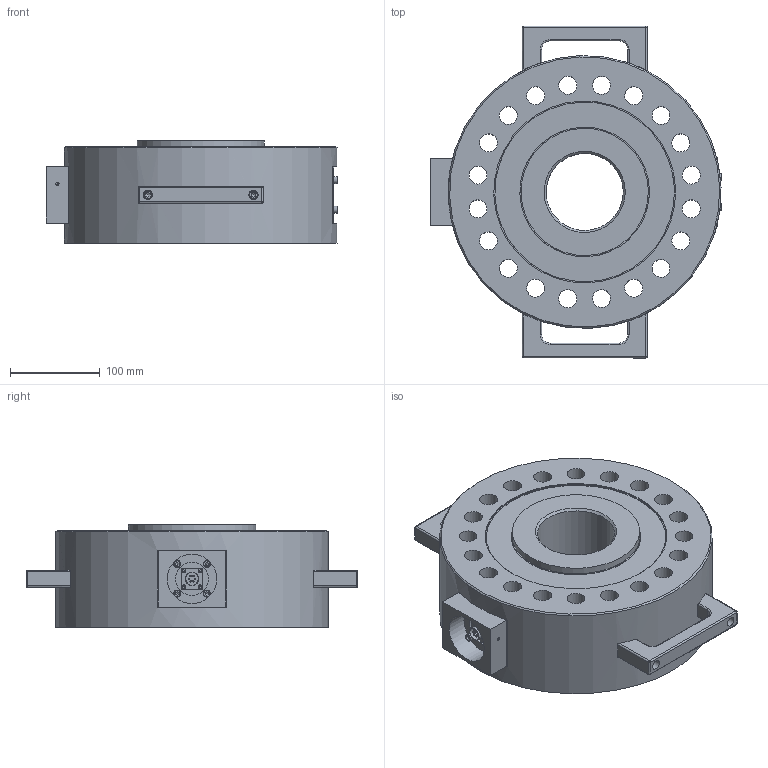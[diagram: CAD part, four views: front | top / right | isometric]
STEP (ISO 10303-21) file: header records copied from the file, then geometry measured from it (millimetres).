
FILE_DESCRIPTION((''),'2;1');
FILE_NAME('LCF700.stp','2010-11-05T09:40:20',('thomasl'),(''),'Autodesk Inventor 2008','Autodesk Inventor 2008','');
FILE_SCHEMA(('AUTOMOTIVE_DESIGN { 1 0 10303 214 1 1 1 1 }'));
Length unit declared in the file: inch
Products named in the file (2): LCF700; PART 1
Assembly tree (1 placements, depth 2):
  LCF700
    PART 1
Bounding box: 326.09 x 370.86 x 114.3 mm (x, y, z)
Volume: 6618388 mm3; surface area: 463311.3 mm2
Topology: 1 solids, 27 shells, 503 faces, 1138 edges, 747 vertices
Faces by surface type: plane 240, cylinder 174, cone 51, bspline 22, torus 8, sphere 8
Full cylindrical faces by diameter (mm): 1.524 x6, 1.778 x6, 2.385 x4, 2.845 x4, 3.302 x4, 3.531 x1, 4.166 x8, 4.648 x4, 4.826 x12, 5.207 x4, 5.588 x8, 6.35 x8, 7.163 x4, 7.925 x8, 9.525 x6, 10.414 x4, 13.97 x1, 14.554 x1, 14.986 x1, 15.875 x2, 20.066 x20, 36.83 x1, 55.321 x1, 86.106 x1, 142.24 x2, 144.78 x2, 144.831 x2, 200.609 x2, 200.66 x2, 203.2 x2
Entity records: 14332 total; most frequent: CARTESIAN_POINT 4322, DIRECTION 2068, ORIENTED_EDGE 1696, AXIS2_PLACEMENT_3D 866, EDGE_CURVE 848, EDGE_LOOP 844, VERTEX_POINT 668, FACE_OUTER_BOUND 503
